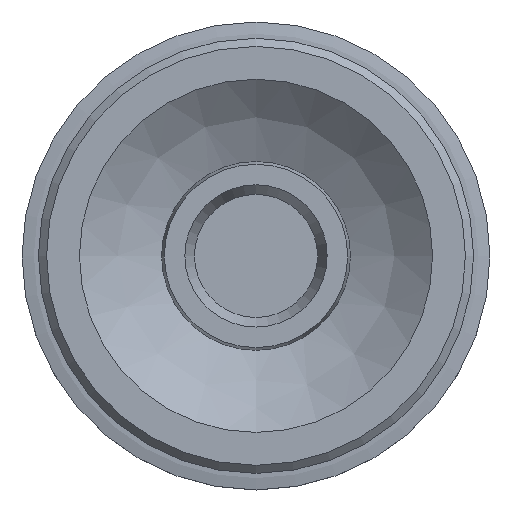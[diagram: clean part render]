
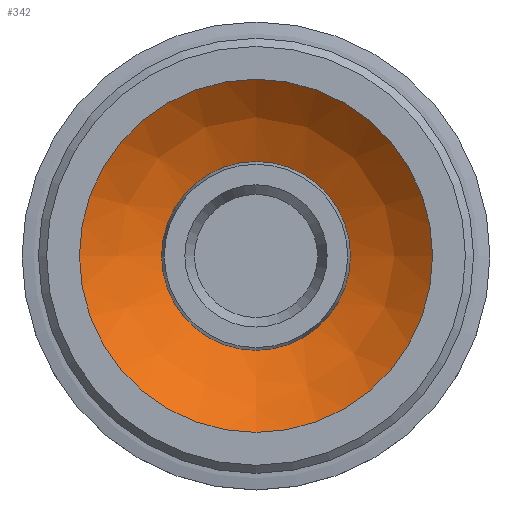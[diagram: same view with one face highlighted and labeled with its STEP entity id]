
A CAD part, top view. The second image highlights one B-rep face of the part: STEP entity #342.
In plain terms, the highlighted free-form (B-spline) face has degree [2, 2] with [3, 9] control points.
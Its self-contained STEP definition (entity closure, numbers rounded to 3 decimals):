
#23=(
BOUNDED_SURFACE()
B_SPLINE_SURFACE(2,2,((#933,#934,#935,#936,#937,#938,#939,#940,#941),(#942,
#943,#944,#945,#946,#947,#948,#949,#950),(#951,#952,#953,#954,#955,#956,
#957,#958,#959)),.UNSPECIFIED.,.F.,.T.,.F.)
B_SPLINE_SURFACE_WITH_KNOTS((3,3),(3,2,2,2,3),(0.775,1.252),
(-3.142,-1.571,0.,1.571,3.142),
 .UNSPECIFIED.)
GEOMETRIC_REPRESENTATION_ITEM()
RATIONAL_B_SPLINE_SURFACE(((1.,0.707,1.,0.707,1.,
0.707,1.,0.707,1.),(0.972,0.687,
0.972,0.687,0.972,0.687,
0.972,0.687,0.972),(1.,0.707,
1.,0.707,1.,0.707,1.,0.707,1.)))
REPRESENTATION_ITEM('')
SURFACE()
);
#43=FACE_OUTER_BOUND('',#65,.T.);
#65=EDGE_LOOP('',(#265,#266,#267,#268));
#95=CIRCLE('',#391,2.3);
#97=CIRCLE('',#393,4.302);
#98=CIRCLE('',#394,5.);
#164=VERTEX_POINT('',#928);
#166=VERTEX_POINT('',#960);
#203=EDGE_CURVE('',#164,#164,#95,.T.);
#206=EDGE_CURVE('',#166,#166,#97,.T.);
#207=EDGE_CURVE('',#166,#164,#98,.T.);
#265=ORIENTED_EDGE('',*,*,#206,.F.);
#266=ORIENTED_EDGE('',*,*,#207,.T.);
#267=ORIENTED_EDGE('',*,*,#203,.T.);
#268=ORIENTED_EDGE('',*,*,#207,.F.);
#342=ADVANCED_FACE('',(#43),#23,.T.);
#391=AXIS2_PLACEMENT_3D('',#929,#458,#459);
#393=AXIS2_PLACEMENT_3D('',#961,#463,#464);
#394=AXIS2_PLACEMENT_3D('',#962,#465,#466);
#458=DIRECTION('center_axis',(0.,0.,-1.));
#459=DIRECTION('ref_axis',(0.,1.,0.));
#463=DIRECTION('center_axis',(0.,0.,-1.));
#464=DIRECTION('ref_axis',(0.,1.,0.));
#465=DIRECTION('center_axis',(1.,0.,0.));
#466=DIRECTION('ref_axis',(0.,-1.,0.));
#928=CARTESIAN_POINT('',(0.,-2.3,7.552));
#929=CARTESIAN_POINT('Origin',(0.,0.,7.552));
#933=CARTESIAN_POINT('Ctrl Pts',(0.,-4.302,8.8));
#934=CARTESIAN_POINT('Ctrl Pts',(-4.302,-4.302,8.8));
#935=CARTESIAN_POINT('Ctrl Pts',(-4.302,0.,8.8));
#936=CARTESIAN_POINT('Ctrl Pts',(-4.302,4.302,8.8));
#937=CARTESIAN_POINT('Ctrl Pts',(0.,4.302,8.8));
#938=CARTESIAN_POINT('Ctrl Pts',(4.302,4.302,8.8));
#939=CARTESIAN_POINT('Ctrl Pts',(4.302,0.,8.8));
#940=CARTESIAN_POINT('Ctrl Pts',(4.302,-4.302,8.8));
#941=CARTESIAN_POINT('Ctrl Pts',(0.,-4.302,8.8));
#942=CARTESIAN_POINT('Ctrl Pts',(0.,-3.452,7.933));
#943=CARTESIAN_POINT('Ctrl Pts',(-3.452,-3.452,7.933));
#944=CARTESIAN_POINT('Ctrl Pts',(-3.452,0.,
7.933));
#945=CARTESIAN_POINT('Ctrl Pts',(-3.452,3.452,7.933));
#946=CARTESIAN_POINT('Ctrl Pts',(0.,3.452,7.933));
#947=CARTESIAN_POINT('Ctrl Pts',(3.452,3.452,7.933));
#948=CARTESIAN_POINT('Ctrl Pts',(3.452,0.,
7.933));
#949=CARTESIAN_POINT('Ctrl Pts',(3.452,-3.452,7.933));
#950=CARTESIAN_POINT('Ctrl Pts',(0.,-3.452,7.933));
#951=CARTESIAN_POINT('Ctrl Pts',(0.,-2.3,7.552));
#952=CARTESIAN_POINT('Ctrl Pts',(-2.3,-2.3,7.552));
#953=CARTESIAN_POINT('Ctrl Pts',(-2.3,0.,
7.552));
#954=CARTESIAN_POINT('Ctrl Pts',(-2.3,2.3,7.552));
#955=CARTESIAN_POINT('Ctrl Pts',(0.,2.3,7.552));
#956=CARTESIAN_POINT('Ctrl Pts',(2.3,2.3,7.552));
#957=CARTESIAN_POINT('Ctrl Pts',(2.3,0.,
7.552));
#958=CARTESIAN_POINT('Ctrl Pts',(2.3,-2.3,7.552));
#959=CARTESIAN_POINT('Ctrl Pts',(0.,-2.3,7.552));
#960=CARTESIAN_POINT('',(0.,-4.302,8.8));
#961=CARTESIAN_POINT('Origin',(0.,0.,8.8));
#962=CARTESIAN_POINT('Origin',(0.,-0.731,
12.3));
